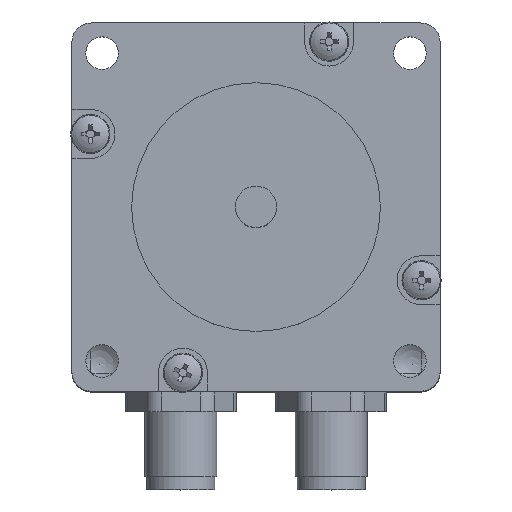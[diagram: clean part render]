
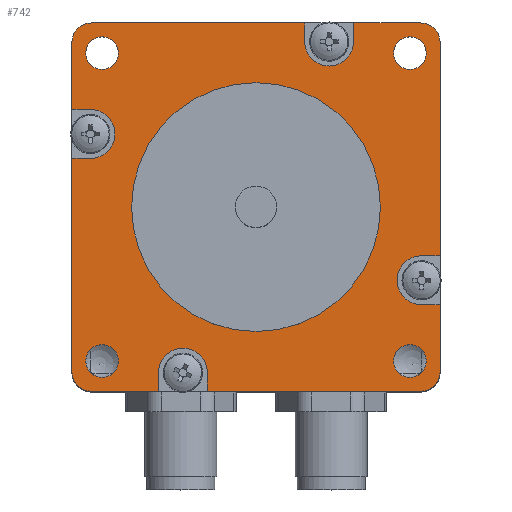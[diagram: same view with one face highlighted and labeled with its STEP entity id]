
A CAD part, top view. The second image highlights one B-rep face of the part: STEP entity #742.
In plain terms, the highlighted planar face has unit normal (0, 0, 1).
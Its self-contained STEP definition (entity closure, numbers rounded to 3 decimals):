
#84=CARTESIAN_POINT('',(-28.2,25.2,11.0));
#85=VERTEX_POINT('',#84);
#92=CARTESIAN_POINT('',(-25.2,28.2,11.0));
#93=VERTEX_POINT('',#92);
#94=CARTESIAN_POINT('',(-25.2,25.2,11.0));
#95=DIRECTION('',(0.0,0.0,-1.));
#96=DIRECTION('',(-0.707,0.707,0.0));
#97=AXIS2_PLACEMENT_3D('',#94,#95,#96);
#98=CIRCLE('',#97,3.0);
#99=EDGE_CURVE('',#85,#93,#98,.T.);
#126=CARTESIAN_POINT('',(25.2,28.2,11.0));
#127=VERTEX_POINT('',#126);
#134=CARTESIAN_POINT('',(28.2,25.2,11.0));
#135=VERTEX_POINT('',#134);
#136=CARTESIAN_POINT('',(25.2,25.2,11.0));
#137=DIRECTION('',(0.0,0.0,-1.));
#138=DIRECTION('',(0.707,0.707,0.0));
#139=AXIS2_PLACEMENT_3D('',#136,#137,#138);
#140=CIRCLE('',#139,3.0);
#141=EDGE_CURVE('',#127,#135,#140,.T.);
#168=CARTESIAN_POINT('',(28.2,-25.2,11.0));
#169=VERTEX_POINT('',#168);
#176=CARTESIAN_POINT('',(25.2,-28.2,11.0));
#177=VERTEX_POINT('',#176);
#178=CARTESIAN_POINT('',(25.2,-25.2,11.0));
#179=DIRECTION('',(0.0,0.0,-1.));
#180=DIRECTION('',(0.707,-0.707,0.0));
#181=AXIS2_PLACEMENT_3D('',#178,#179,#180);
#182=CIRCLE('',#181,3.0);
#183=EDGE_CURVE('',#169,#177,#182,.T.);
#210=CARTESIAN_POINT('',(-25.2,-28.2,11.0));
#211=VERTEX_POINT('',#210);
#218=CARTESIAN_POINT('',(-28.2,-25.2,11.0));
#219=VERTEX_POINT('',#218);
#220=CARTESIAN_POINT('',(-25.2,-25.2,11.0));
#221=DIRECTION('',(0.0,0.0,-1.));
#222=DIRECTION('',(-0.707,-0.707,0.0));
#223=AXIS2_PLACEMENT_3D('',#220,#221,#222);
#224=CIRCLE('',#223,3.0);
#225=EDGE_CURVE('',#211,#219,#224,.T.);
#272=CARTESIAN_POINT('',(19.05,0.,11.0));
#273=VERTEX_POINT('',#272);
#274=CARTESIAN_POINT('',(0.0,0.0,11.0));
#275=DIRECTION('',(0.0,0.0,-1.0));
#276=DIRECTION('',(-1.0,0.0,0.0));
#277=AXIS2_PLACEMENT_3D('',#274,#275,#276);
#278=CIRCLE('',#277,19.05);
#279=EDGE_CURVE('',#273,#273,#278,.T.);
#321=CARTESIAN_POINT('',(-21.07,23.57,11.0));
#322=VERTEX_POINT('',#321);
#323=CARTESIAN_POINT('',(-23.57,23.57,11.));
#324=DIRECTION('',(0.0,0.0,-1.0));
#325=DIRECTION('',(1.0,0.0,0.0));
#326=AXIS2_PLACEMENT_3D('',#323,#324,#325);
#327=CIRCLE('',#326,2.5);
#328=EDGE_CURVE('',#322,#322,#327,.T.);
#370=CARTESIAN_POINT('',(-21.07,-23.57,11.0));
#371=VERTEX_POINT('',#370);
#372=CARTESIAN_POINT('',(-23.57,-23.57,11.));
#373=DIRECTION('',(0.0,0.0,-1.0));
#374=DIRECTION('',(1.0,0.0,0.0));
#375=AXIS2_PLACEMENT_3D('',#372,#373,#374);
#376=CIRCLE('',#375,2.5);
#377=EDGE_CURVE('',#371,#371,#376,.T.);
#419=CARTESIAN_POINT('',(26.07,23.57,11.0));
#420=VERTEX_POINT('',#419);
#421=CARTESIAN_POINT('',(23.57,23.57,11.));
#422=DIRECTION('',(0.0,0.0,-1.0));
#423=DIRECTION('',(1.0,0.0,0.0));
#424=AXIS2_PLACEMENT_3D('',#421,#422,#423);
#425=CIRCLE('',#424,2.5);
#426=EDGE_CURVE('',#420,#420,#425,.T.);
#468=CARTESIAN_POINT('',(26.07,-23.57,11.0));
#469=VERTEX_POINT('',#468);
#470=CARTESIAN_POINT('',(23.57,-23.57,11.));
#471=DIRECTION('',(0.0,0.0,-1.0));
#472=DIRECTION('',(1.0,0.0,0.0));
#473=AXIS2_PLACEMENT_3D('',#470,#471,#472);
#474=CIRCLE('',#473,2.5);
#475=EDGE_CURVE('',#469,#469,#474,.T.);
#495=CARTESIAN_POINT('',(-14.95,-25.35,11.0));
#496=VERTEX_POINT('',#495);
#503=CARTESIAN_POINT('',(-14.95,-28.2,11.0));
#504=VERTEX_POINT('',#503);
#505=CARTESIAN_POINT('',(-14.95,-28.2,11.0));
#506=DIRECTION('',(0.0,1.0,0.0));
#507=VECTOR('',#506,2.85);
#508=LINE('',#505,#507);
#509=EDGE_CURVE('',#504,#496,#508,.T.);
#534=CARTESIAN_POINT('',(-7.45,-25.35,11.0));
#535=VERTEX_POINT('',#534);
#542=CARTESIAN_POINT('',(-11.2,-25.35,11.0));
#543=DIRECTION('',(0.0,0.0,-1.0));
#544=DIRECTION('',(1.0,0.0,0.0));
#545=AXIS2_PLACEMENT_3D('',#542,#543,#544);
#546=CIRCLE('',#545,3.75);
#547=EDGE_CURVE('',#496,#535,#546,.T.);
#566=CARTESIAN_POINT('',(-7.45,-28.2,11.0));
#567=VERTEX_POINT('',#566);
#574=CARTESIAN_POINT('',(-7.45,-25.35,11.0));
#575=DIRECTION('',(0.0,-1.0,0.0));
#576=VECTOR('',#575,2.85);
#577=LINE('',#574,#576);
#578=EDGE_CURVE('',#535,#567,#577,.T.);
#584=CARTESIAN_POINT('',(0.0,0.0,11.0));
#585=DIRECTION('',(0.0,0.0,1.0));
#586=DIRECTION('',(1.0,0.0,0.0));
#587=AXIS2_PLACEMENT_3D('',#584,#585,#586);
#588=PLANE('',#587);
#589=CARTESIAN_POINT('',(-28.2,14.95,11.0));
#590=VERTEX_POINT('',#589);
#591=CARTESIAN_POINT('',(-25.35,14.95,11.0));
#592=VERTEX_POINT('',#591);
#593=CARTESIAN_POINT('',(-28.2,14.95,11.0));
#594=DIRECTION('',(1.0,0.0,0.0));
#595=VECTOR('',#594,2.85);
#596=LINE('',#593,#595);
#597=EDGE_CURVE('',#590,#592,#596,.T.);
#598=ORIENTED_EDGE('',*,*,#597,.T.);
#599=CARTESIAN_POINT('',(-25.35,7.45,11.0));
#600=VERTEX_POINT('',#599);
#601=CARTESIAN_POINT('',(-25.35,11.2,11.0));
#602=DIRECTION('',(0.0,0.0,-1.0));
#603=DIRECTION('',(0.0,-1.0,0.0));
#604=AXIS2_PLACEMENT_3D('',#601,#602,#603);
#605=CIRCLE('',#604,3.75);
#606=EDGE_CURVE('',#592,#600,#605,.T.);
#607=ORIENTED_EDGE('',*,*,#606,.T.);
#608=CARTESIAN_POINT('',(-28.2,7.45,11.0));
#609=VERTEX_POINT('',#608);
#610=CARTESIAN_POINT('',(-25.35,7.45,11.0));
#611=DIRECTION('',(-1.0,0.0,0.0));
#612=VECTOR('',#611,2.85);
#613=LINE('',#610,#612);
#614=EDGE_CURVE('',#600,#609,#613,.T.);
#615=ORIENTED_EDGE('',*,*,#614,.T.);
#616=CARTESIAN_POINT('',(-28.2,-25.2,11.0));
#617=DIRECTION('',(0.0,1.0,0.0));
#618=VECTOR('',#617,32.65);
#619=LINE('',#616,#618);
#620=EDGE_CURVE('',#219,#609,#619,.T.);
#621=ORIENTED_EDGE('',*,*,#620,.F.);
#622=ORIENTED_EDGE('',*,*,#225,.F.);
#623=CARTESIAN_POINT('',(-14.95,-28.2,11.0));
#624=DIRECTION('',(-1.0,0.0,0.0));
#625=VECTOR('',#624,10.25);
#626=LINE('',#623,#625);
#627=EDGE_CURVE('',#504,#211,#626,.T.);
#628=ORIENTED_EDGE('',*,*,#627,.F.);
#629=ORIENTED_EDGE('',*,*,#509,.T.);
#630=ORIENTED_EDGE('',*,*,#547,.T.);
#631=ORIENTED_EDGE('',*,*,#578,.T.);
#632=CARTESIAN_POINT('',(25.2,-28.2,11.0));
#633=DIRECTION('',(-1.0,0.0,0.0));
#634=VECTOR('',#633,32.65);
#635=LINE('',#632,#634);
#636=EDGE_CURVE('',#177,#567,#635,.T.);
#637=ORIENTED_EDGE('',*,*,#636,.F.);
#638=ORIENTED_EDGE('',*,*,#183,.F.);
#639=CARTESIAN_POINT('',(28.2,-14.95,11.0));
#640=VERTEX_POINT('',#639);
#641=CARTESIAN_POINT('',(28.2,-14.95,11.0));
#642=DIRECTION('',(0.0,-1.0,0.0));
#643=VECTOR('',#642,10.25);
#644=LINE('',#641,#643);
#645=EDGE_CURVE('',#640,#169,#644,.T.);
#646=ORIENTED_EDGE('',*,*,#645,.F.);
#647=CARTESIAN_POINT('',(25.35,-14.95,11.0));
#648=VERTEX_POINT('',#647);
#649=CARTESIAN_POINT('',(28.2,-14.95,11.0));
#650=DIRECTION('',(-1.0,0.0,0.0));
#651=VECTOR('',#650,2.85);
#652=LINE('',#649,#651);
#653=EDGE_CURVE('',#640,#648,#652,.T.);
#654=ORIENTED_EDGE('',*,*,#653,.T.);
#655=CARTESIAN_POINT('',(25.35,-7.45,11.0));
#656=VERTEX_POINT('',#655);
#657=CARTESIAN_POINT('',(25.35,-11.2,11.0));
#658=DIRECTION('',(0.0,0.0,-1.0));
#659=DIRECTION('',(0.0,1.0,0.0));
#660=AXIS2_PLACEMENT_3D('',#657,#658,#659);
#661=CIRCLE('',#660,3.75);
#662=EDGE_CURVE('',#648,#656,#661,.T.);
#663=ORIENTED_EDGE('',*,*,#662,.T.);
#664=CARTESIAN_POINT('',(28.2,-7.45,11.0));
#665=VERTEX_POINT('',#664);
#666=CARTESIAN_POINT('',(25.35,-7.45,11.0));
#667=DIRECTION('',(1.0,0.0,0.0));
#668=VECTOR('',#667,2.85);
#669=LINE('',#666,#668);
#670=EDGE_CURVE('',#656,#665,#669,.T.);
#671=ORIENTED_EDGE('',*,*,#670,.T.);
#672=CARTESIAN_POINT('',(28.2,25.2,11.0));
#673=DIRECTION('',(0.0,-1.0,0.0));
#674=VECTOR('',#673,32.65);
#675=LINE('',#672,#674);
#676=EDGE_CURVE('',#135,#665,#675,.T.);
#677=ORIENTED_EDGE('',*,*,#676,.F.);
#678=ORIENTED_EDGE('',*,*,#141,.F.);
#679=CARTESIAN_POINT('',(14.95,28.2,11.0));
#680=VERTEX_POINT('',#679);
#681=CARTESIAN_POINT('',(14.95,28.2,11.0));
#682=DIRECTION('',(1.0,0.0,0.0));
#683=VECTOR('',#682,10.25);
#684=LINE('',#681,#683);
#685=EDGE_CURVE('',#680,#127,#684,.T.);
#686=ORIENTED_EDGE('',*,*,#685,.F.);
#687=CARTESIAN_POINT('',(14.95,25.35,11.0));
#688=VERTEX_POINT('',#687);
#689=CARTESIAN_POINT('',(14.95,28.2,11.0));
#690=DIRECTION('',(0.0,-1.0,0.0));
#691=VECTOR('',#690,2.85);
#692=LINE('',#689,#691);
#693=EDGE_CURVE('',#680,#688,#692,.T.);
#694=ORIENTED_EDGE('',*,*,#693,.T.);
#695=CARTESIAN_POINT('',(7.45,25.35,11.0));
#696=VERTEX_POINT('',#695);
#697=CARTESIAN_POINT('',(11.2,25.35,11.0));
#698=DIRECTION('',(0.0,0.0,-1.0));
#699=DIRECTION('',(-1.0,0.0,0.0));
#700=AXIS2_PLACEMENT_3D('',#697,#698,#699);
#701=CIRCLE('',#700,3.75);
#702=EDGE_CURVE('',#688,#696,#701,.T.);
#703=ORIENTED_EDGE('',*,*,#702,.T.);
#704=CARTESIAN_POINT('',(7.45,28.2,11.0));
#705=VERTEX_POINT('',#704);
#706=CARTESIAN_POINT('',(7.45,25.35,11.0));
#707=DIRECTION('',(0.0,1.0,0.0));
#708=VECTOR('',#707,2.85);
#709=LINE('',#706,#708);
#710=EDGE_CURVE('',#696,#705,#709,.T.);
#711=ORIENTED_EDGE('',*,*,#710,.T.);
#712=CARTESIAN_POINT('',(-25.2,28.2,11.0));
#713=DIRECTION('',(1.0,0.0,0.0));
#714=VECTOR('',#713,32.65);
#715=LINE('',#712,#714);
#716=EDGE_CURVE('',#93,#705,#715,.T.);
#717=ORIENTED_EDGE('',*,*,#716,.F.);
#718=ORIENTED_EDGE('',*,*,#99,.F.);
#719=CARTESIAN_POINT('',(-28.2,14.95,11.0));
#720=DIRECTION('',(0.0,1.0,0.0));
#721=VECTOR('',#720,10.25);
#722=LINE('',#719,#721);
#723=EDGE_CURVE('',#590,#85,#722,.T.);
#724=ORIENTED_EDGE('',*,*,#723,.F.);
#725=EDGE_LOOP('',(#598,#607,#615,#621,#622,#628,#629,#630,#631,#637,#638,#646,#654,#663,#671,#677,#678,#686,#694,#703,#711,#717,#718,#724));
#726=FACE_OUTER_BOUND('',#725,.T.);
#727=ORIENTED_EDGE('',*,*,#475,.T.);
#728=EDGE_LOOP('',(#727));
#729=FACE_BOUND('',#728,.T.);
#730=ORIENTED_EDGE('',*,*,#426,.T.);
#731=EDGE_LOOP('',(#730));
#732=FACE_BOUND('',#731,.T.);
#733=ORIENTED_EDGE('',*,*,#377,.T.);
#734=EDGE_LOOP('',(#733));
#735=FACE_BOUND('',#734,.T.);
#736=ORIENTED_EDGE('',*,*,#328,.T.);
#737=EDGE_LOOP('',(#736));
#738=FACE_BOUND('',#737,.T.);
#739=ORIENTED_EDGE('',*,*,#279,.T.);
#740=EDGE_LOOP('',(#739));
#741=FACE_BOUND('',#740,.T.);
#742=ADVANCED_FACE('',(#726,#729,#732,#735,#738,#741),#588,.T.);
